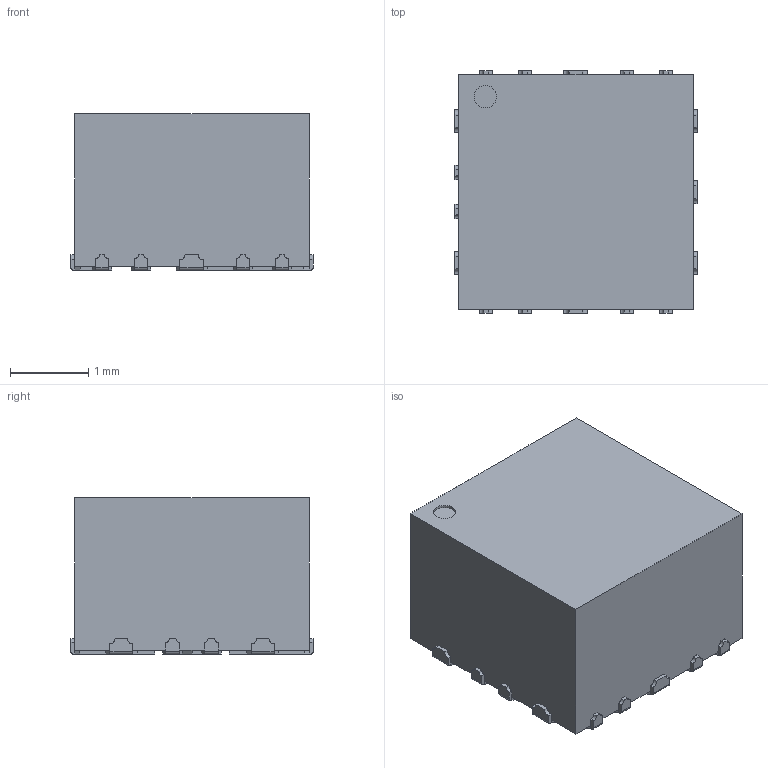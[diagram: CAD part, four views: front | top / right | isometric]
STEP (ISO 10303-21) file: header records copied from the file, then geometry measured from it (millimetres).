
FILE_DESCRIPTION(/* description */ ('Unknown'),/* implementation_level */ '2;1');
FILE_NAME(/* name */ 'TPSM828303ARDSR',/* time_stamp */ '2024-03-15T14:31:03+02:00',/* author */ ('Unknown'),/* organization */ ('Unknown'),/* preprocessor_version */ 'ST-DEVELOPER v18.102',/* originating_system */ 'Solid Edge',/* authorisation */ 'Unknown');
FILE_SCHEMA (('AUTOMOTIVE_DESIGN {1 0 10303 214 3 1 1}'));
Length unit declared in the file: millimetre
Products named in the file (1): TPSM828303ARDSR
Bounding box: 3.1 x 3.1 x 2 mm (x, y, z)
Volume: 17.8 mm3; surface area: 43.3 mm2
Topology: 1 solids, 1 shells, 226 faces, 635 edges, 412 vertices
Faces by surface type: plane 174, cylinder 52
Full cylindrical faces by diameter (mm): 0.285 x1
Entity records: 8792 total; most frequent: CARTESIAN_POINT 1273, ORIENTED_EDGE 1268, DIRECTION 1192, EDGE_CURVE 634, LINE 530, VECTOR 530, VERTEX_POINT 412, AXIS2_PLACEMENT_3D 331
